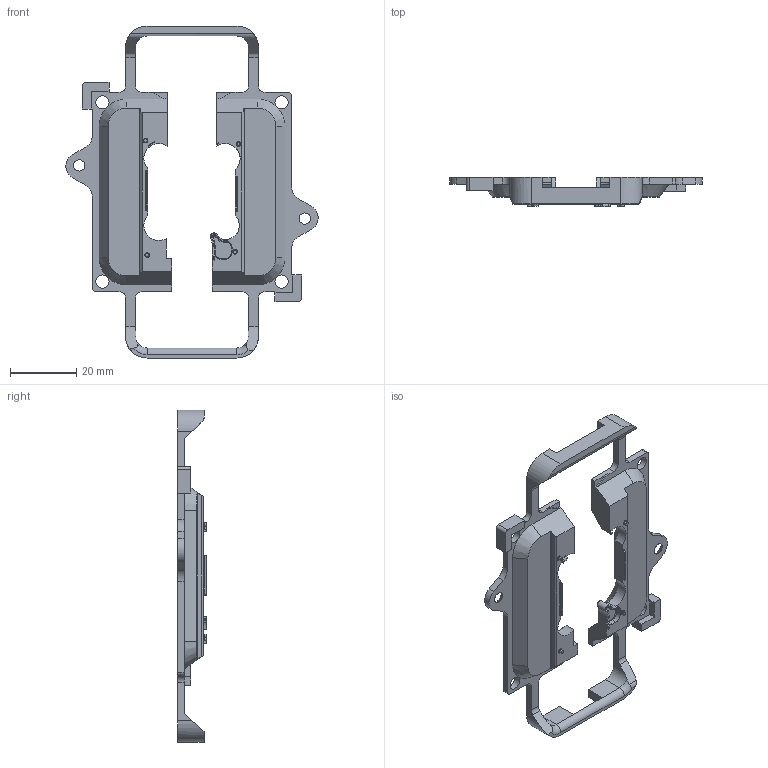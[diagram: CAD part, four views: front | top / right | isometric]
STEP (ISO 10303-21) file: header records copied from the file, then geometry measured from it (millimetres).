
FILE_DESCRIPTION(/* description */ ('Unknown','CAx-IF Rec.Pracs.---Representation and Presentation of Product Manufacturing Information (PMI)---4.0---2014-10-13','CAx-IF Rec.Pracs.---3D Tessellated Geometry---0.4---2014-09-14','2;1'),/* implementation_level */ '2;1');
FILE_NAME(/* name */ 'T051-3D-1000-00000004_A',/* time_stamp */ '2024-03-19T16:05:07+01:00',/* author */ ('Unknown'),/* organization */ ('Unknown'),/* preprocessor_version */ 'ST-DEVELOPER v16.7',/* originating_system */ 'Solid Edge',/* authorisation */ 'Unknown');
FILE_SCHEMA (('AP242_MANAGED_MODEL_BASED_3D_ENGINEERING_MIM_LF { 1 0 10303 442 1 1 4 }'));
Length unit declared in the file: millimetre
Products named in the file (1): T051-3D-1000-00000004_A
Bounding box: 76 x 8.7 x 100 mm (x, y, z)
Volume: 13309.7 mm3; surface area: 9437 mm2
Topology: 1 solids, 1 shells, 249 faces, 688 edges, 443 vertices
Faces by surface type: plane 122, cylinder 90, torus 20, cone 17
Full cylindrical faces by diameter (mm): 0.997 x1, 1 x3, 3.4 x2, 4 x4
Entity records: 7901 total; most frequent: CARTESIAN_POINT 1497, DIRECTION 1341, ORIENTED_EDGE 1332, EDGE_CURVE 666, AXIS2_PLACEMENT_3D 465, VERTEX_POINT 437, LINE 411, VECTOR 411
